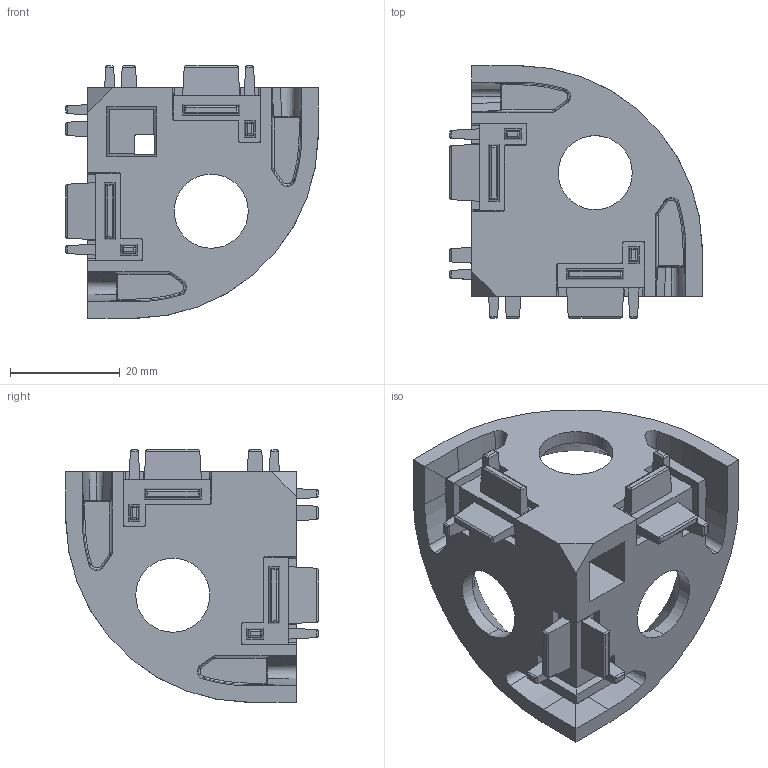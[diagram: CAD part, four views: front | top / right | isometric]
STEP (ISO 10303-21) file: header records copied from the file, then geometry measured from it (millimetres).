
FILE_DESCRIPTION(('STEP AP214'),'1');
FILE_NAME('fath_093we452n10.stp','2017-04-24T06:55:08',('TraceParts'),('TraceParts S.A.'),'Spatial InterOp 3D',' ',' ');
FILE_SCHEMA(('automotive_design'));
Length unit declared in the file: millimetre
Products named in the file (1): fath_093we452n10
Bounding box: 46 x 46 x 46 mm (x, y, z)
Volume: 20292.7 mm3; surface area: 10973.3 mm2
Topology: 1 solids, 1 shells, 282 faces, 697 edges, 428 vertices
Faces by surface type: plane 135, cylinder 78, cone 51, bspline 18
Entity records: 10803 total; most frequent: CARTESIAN_POINT 2047, ORIENTED_EDGE 1394, DIRECTION 1289, EDGE_CURVE 697, LINE 465, VECTOR 465, VERTEX_POINT 428, AXIS2_PLACEMENT_3D 412
